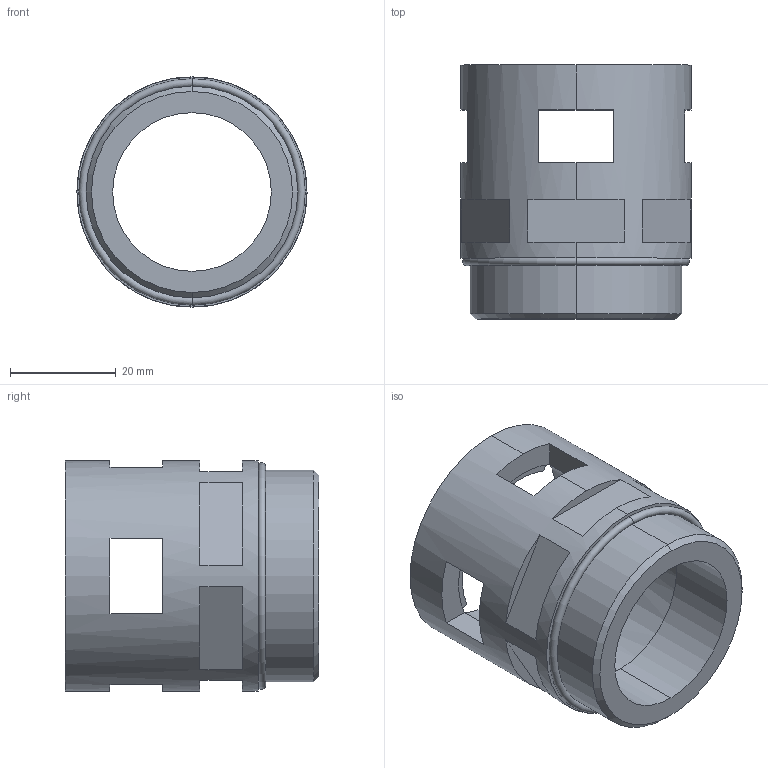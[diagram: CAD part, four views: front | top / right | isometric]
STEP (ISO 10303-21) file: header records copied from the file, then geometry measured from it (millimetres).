
FILE_DESCRIPTION (( 'STEP AP203' ), '1' );
FILE_NAME ('WNCP-M40B_AD34.5.STP', '2017-09-18T12:28:05', ( '微软用户' ), ( '微软中国' ), 'SwSTEP 2.0', 'SolidWorks 2012', '' );
FILE_SCHEMA (( 'CONFIG_CONTROL_DESIGN' ));
Length unit declared in the file: millimetre
Products named in the file (1): WNCP-M40B_AD34.5
Bounding box: 43.5 x 48 x 43.5 mm (x, y, z)
Volume: 23364.9 mm3; surface area: 13269.9 mm2
Topology: 1 solids, 2 shells, 71 faces, 186 edges, 122 vertices
Faces by surface type: plane 51, cylinder 10, cone 6, torus 4
Entity records: 2317 total; most frequent: DIRECTION 416, CARTESIAN_POINT 380, ORIENTED_EDGE 372, EDGE_CURVE 186, AXIS2_PLACEMENT_3D 158, VERTEX_POINT 122, VECTOR 100, LINE 100
